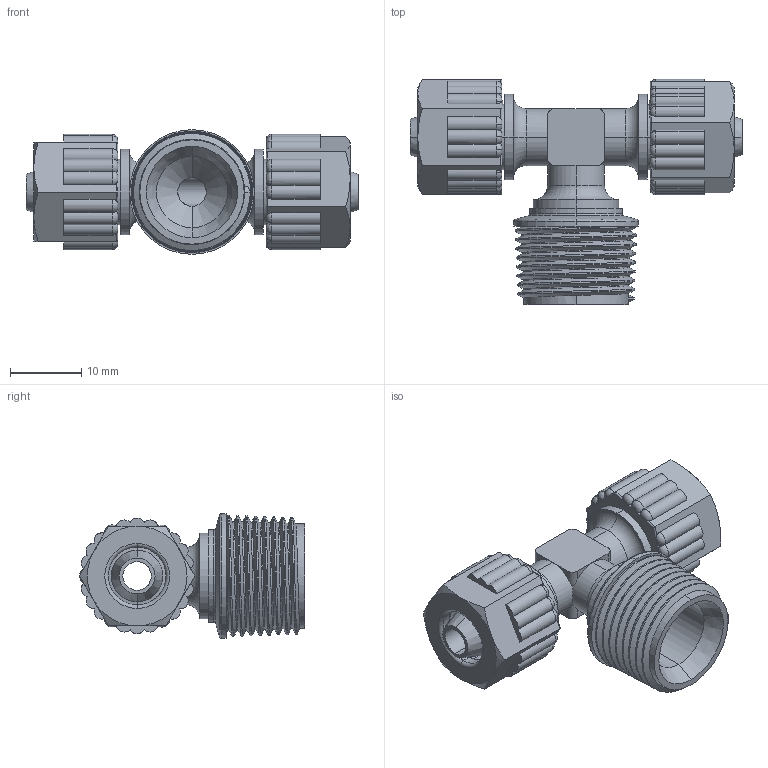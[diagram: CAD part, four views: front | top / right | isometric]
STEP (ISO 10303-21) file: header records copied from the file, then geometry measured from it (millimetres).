
FILE_DESCRIPTION (( 'STEP AP214' ), '1' );
FILE_NAME ('22047148068.STEP', '2020-05-18T11:28:44', ( '' ), ( '' ), 'SwSTEP 2.0', 'SolidWorks 2019', '' );
FILE_SCHEMA (( 'AUTOMOTIVE_DESIGN' ));
Length unit declared in the file: millimetre
Products named in the file (3): 32047148068; 22047148068; 32046148008
Assembly tree (3 placements, depth 2):
  22047148068
    32047148068
    32046148008  x2
Bounding box: 46.6 x 31.6 x 17.5 mm (x, y, z)
Volume: 6541.1 mm3; surface area: 8065.3 mm2
Topology: 3 solids, 3 shells, 466 faces, 1233 edges, 756 vertices
Faces by surface type: cylinder 213, torus 102, plane 83, cone 54, bspline 14
Entity records: 14597 total; most frequent: CARTESIAN_POINT 7311, ORIENTED_EDGE 1598, DIRECTION 1460, EDGE_CURVE 799, AXIS2_PLACEMENT_3D 604, VERTEX_POINT 495, EDGE_LOOP 330, FACE_OUTER_BOUND 314
